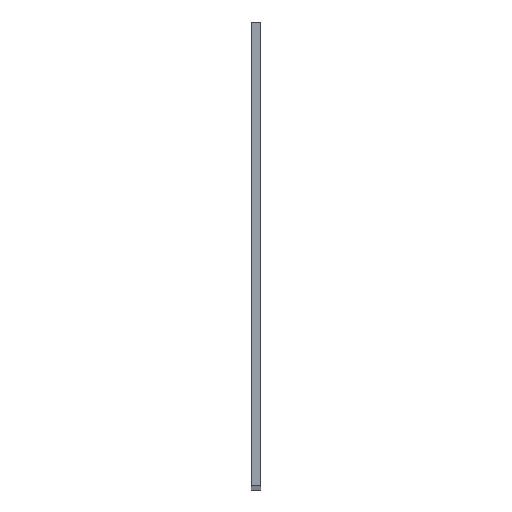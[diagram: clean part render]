
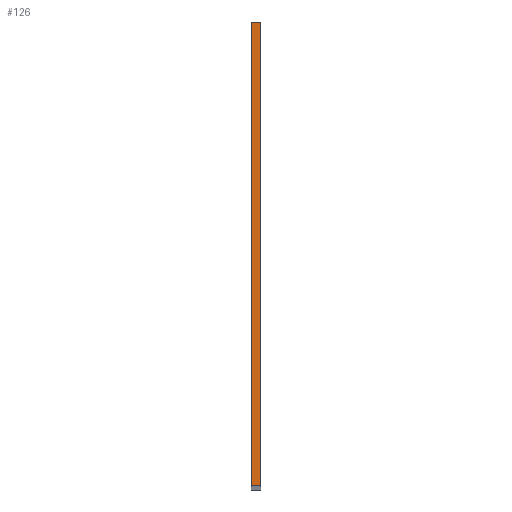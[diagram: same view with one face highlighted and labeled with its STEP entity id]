
A CAD part, top view. The second image highlights one B-rep face of the part: STEP entity #126.
In plain terms, the highlighted planar face has unit normal (0, 0, 1).
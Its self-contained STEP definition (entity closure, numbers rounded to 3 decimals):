
#126 = ADVANCED_FACE ( 'NONE', ( #630 ), #1730, .F. ) ;
#165 = EDGE_CURVE ( 'NONE', #2171, #2169, #573, .T. ) ;
#194 = EDGE_CURVE ( 'NONE', #763, #2171, #528, .T. ) ;
#196 = EDGE_CURVE ( 'NONE', #1258, #763, #522, .T. ) ;
#255 = VECTOR ( 'NONE', #1454, 1000. ) ;
#258 = LINE ( 'NONE', #1463, #255 ) ;
#322 = AXIS2_PLACEMENT_3D ( 'NONE', #1736, #1827, #1862 ) ;
#519 = VECTOR ( 'NONE', #1149, 1000. ) ;
#522 = LINE ( 'NONE', #1152, #519 ) ;
#523 = VECTOR ( 'NONE', #1161, 1000. ) ;
#528 = LINE ( 'NONE', #1171, #523 ) ;
#571 = VECTOR ( 'NONE', #1809, 1000. ) ;
#573 = LINE ( 'NONE', #1869, #571 ) ;
#630 = FACE_OUTER_BOUND ( 'NONE', #1276, .T. ) ;
#763 = VERTEX_POINT ( 'NONE', #906 ) ;
#906 = CARTESIAN_POINT ( 'NONE',  ( 0., 0., 213. ) ) ;
#1011 = EDGE_CURVE ( 'NONE', #1258, #2169, #258, .T. ) ;
#1149 = DIRECTION ( 'NONE',  ( -1., 0., 0. ) ) ;
#1152 = CARTESIAN_POINT ( 'NONE',  ( 1.5, 0., 213. ) ) ;
#1161 = DIRECTION ( 'NONE',  ( 0., 1., 0. ) ) ;
#1171 = CARTESIAN_POINT ( 'NONE',  ( 0., 74.21, 213. ) ) ;
#1258 = VERTEX_POINT ( 'NONE', #1571 ) ;
#1276 = EDGE_LOOP ( 'NONE', ( #1991, #2031, #2007, #2026 ) ) ;
#1454 = DIRECTION ( 'NONE',  ( 0., 1., 0. ) ) ;
#1463 = CARTESIAN_POINT ( 'NONE',  ( 1.5, 74.21, 213. ) ) ;
#1515 = CARTESIAN_POINT ( 'NONE',  ( 0., 74.21, 213. ) ) ;
#1516 = CARTESIAN_POINT ( 'NONE',  ( 1.5, 74.21, 213. ) ) ;
#1571 = CARTESIAN_POINT ( 'NONE',  ( 1.5, 0., 213. ) ) ;
#1730 = PLANE ( 'NONE',  #322 ) ;
#1736 = CARTESIAN_POINT ( 'NONE',  ( 1.5, 74.21, 213. ) ) ;
#1809 = DIRECTION ( 'NONE',  ( 1., 0., 0. ) ) ;
#1827 = DIRECTION ( 'NONE',  ( 0., 0., -1. ) ) ;
#1862 = DIRECTION ( 'NONE',  ( -1., 0., 0. ) ) ;
#1869 = CARTESIAN_POINT ( 'NONE',  ( 0., 74.21, 213. ) ) ;
#1991 = ORIENTED_EDGE ( 'NONE', *, *, #1011, .T. ) ;
#2007 = ORIENTED_EDGE ( 'NONE', *, *, #194, .F. ) ;
#2026 = ORIENTED_EDGE ( 'NONE', *, *, #196, .F. ) ;
#2031 = ORIENTED_EDGE ( 'NONE', *, *, #165, .F. ) ;
#2169 = VERTEX_POINT ( 'NONE', #1516 ) ;
#2171 = VERTEX_POINT ( 'NONE', #1515 ) ;
